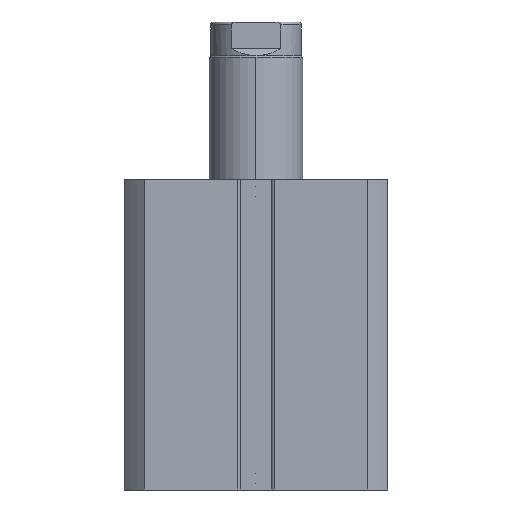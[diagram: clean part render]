
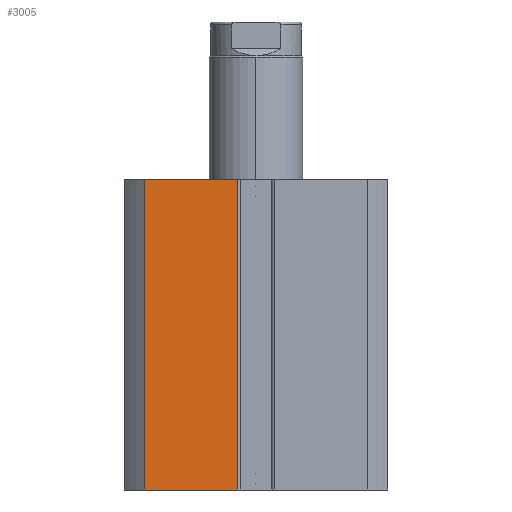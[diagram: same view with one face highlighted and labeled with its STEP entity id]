
A CAD part, front view. The second image highlights one B-rep face of the part: STEP entity #3005.
In plain terms, the highlighted planar face has unit normal (0, -1, 0).
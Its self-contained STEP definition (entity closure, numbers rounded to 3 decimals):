
#73 = DIRECTION ( 'NONE',  ( 1., 0., 0. ) ) ;
#74 = CARTESIAN_POINT ( 'NONE',  ( -22.5, -22.5, 0. ) ) ;
#163 = DIRECTION ( 'NONE',  ( 0., 0., 1. ) ) ;
#166 = CARTESIAN_POINT ( 'NONE',  ( -19.079, -22.5, 0. ) ) ;
#175 = DIRECTION ( 'NONE',  ( 0., 0., 1. ) ) ;
#178 = CARTESIAN_POINT ( 'NONE',  ( -3.2, -22.5, 53. ) ) ;
#545 = ORIENTED_EDGE ( 'NONE', *, *, #928, .T. ) ;
#557 = ORIENTED_EDGE ( 'NONE', *, *, #776, .F. ) ;
#776 = EDGE_CURVE ( 'NONE', #4664, #4678, #2575, .T. ) ;
#928 = EDGE_CURVE ( 'NONE', #4307, #4678, #2804, .T. ) ;
#933 = EDGE_CURVE ( 'NONE', #4738, #4664, #2800, .T. ) ;
#958 = EDGE_CURVE ( 'NONE', #4738, #4307, #3085, .T. ) ;
#1521 = AXIS2_PLACEMENT_3D ( 'NONE', #5655, #5658, #5659 ) ;
#2200 = EDGE_LOOP ( 'NONE', ( #6902, #6891, #545, #557 ) ) ;
#2575 = LINE ( 'NONE', #6568, #2576 ) ;
#2576 = VECTOR ( 'NONE', #6573, 1000. ) ;
#2800 = LINE ( 'NONE', #166, #2814 ) ;
#2804 = LINE ( 'NONE', #178, #2805 ) ;
#2805 = VECTOR ( 'NONE', #175, 1000. ) ;
#2814 = VECTOR ( 'NONE', #163, 1000. ) ;
#3005 = ADVANCED_FACE ( 'NONE', ( #3655 ), #5656, .F. ) ;
#3085 = LINE ( 'NONE', #74, #3086 ) ;
#3086 = VECTOR ( 'NONE', #73, 1000. ) ;
#3655 = FACE_OUTER_BOUND ( 'NONE', #2200, .T. ) ;
#4307 = VERTEX_POINT ( 'NONE', #6160 ) ;
#4664 = VERTEX_POINT ( 'NONE', #6323 ) ;
#4678 = VERTEX_POINT ( 'NONE', #6331 ) ;
#4738 = VERTEX_POINT ( 'NONE', #6350 ) ;
#5655 = CARTESIAN_POINT ( 'NONE',  ( -22.5, -22.5, 53. ) ) ;
#5656 = PLANE ( 'NONE',  #1521 ) ;
#5658 = DIRECTION ( 'NONE',  ( 0., 1., 0. ) ) ;
#5659 = DIRECTION ( 'NONE',  ( 0., 0., 1. ) ) ;
#6160 = CARTESIAN_POINT ( 'NONE',  ( -3.2, -22.5, 0. ) ) ;
#6323 = CARTESIAN_POINT ( 'NONE',  ( -19.079, -22.5, 53. ) ) ;
#6331 = CARTESIAN_POINT ( 'NONE',  ( -3.2, -22.5, 53. ) ) ;
#6350 = CARTESIAN_POINT ( 'NONE',  ( -19.079, -22.5, 0. ) ) ;
#6568 = CARTESIAN_POINT ( 'NONE',  ( -22.5, -22.5, 53. ) ) ;
#6573 = DIRECTION ( 'NONE',  ( 1., 0., 0. ) ) ;
#6891 = ORIENTED_EDGE ( 'NONE', *, *, #958, .T. ) ;
#6902 = ORIENTED_EDGE ( 'NONE', *, *, #933, .F. ) ;
